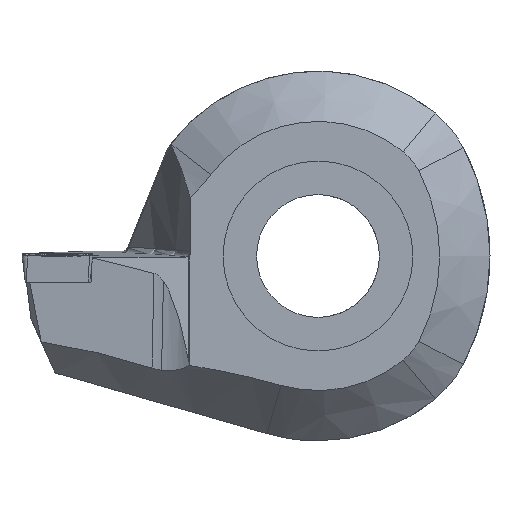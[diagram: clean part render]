
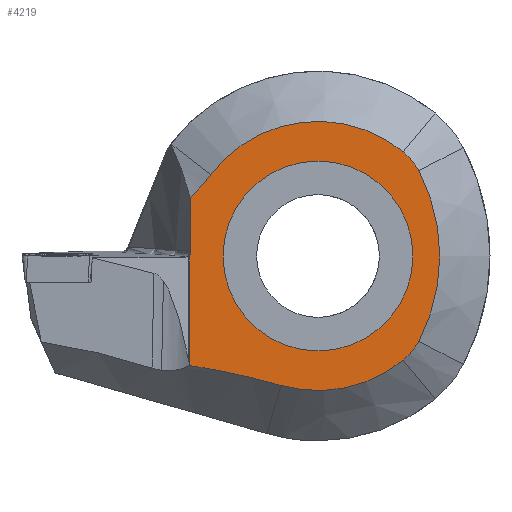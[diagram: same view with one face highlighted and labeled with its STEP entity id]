
A CAD part, left-side view. The second image highlights one B-rep face of the part: STEP entity #4219.
In plain terms, the highlighted planar face has unit normal (-1, 0, 0).
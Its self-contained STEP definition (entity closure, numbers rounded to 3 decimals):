
#44 = AXIS2_PLACEMENT_3D ( 'NONE', #2800, #1604, #533 ) ;
#85 = CARTESIAN_POINT ( 'NONE',  ( -10., -9.02, -7.624 ) ) ;
#148 = DIRECTION ( 'NONE',  ( 0., 1., 0. ) ) ;
#161 = DIRECTION ( 'NONE',  ( -1., 0., 0. ) ) ;
#170 = AXIS2_PLACEMENT_3D ( 'NONE', #196, #2413, #1313 ) ;
#182 = ORIENTED_EDGE ( 'NONE', *, *, #4565, .T. ) ;
#196 = CARTESIAN_POINT ( 'NONE',  ( -10., 11.5, -16.55 ) ) ;
#281 = VERTEX_POINT ( 'NONE', #4754 ) ;
#331 = DIRECTION ( 'NONE',  ( 0., 1., 0. ) ) ;
#399 = DIRECTION ( 'NONE',  ( 0., 0., 1. ) ) ;
#501 = EDGE_CURVE ( 'NONE', #3633, #1224, #4844, .T. ) ;
#526 = ORIENTED_EDGE ( 'NONE', *, *, #4872, .T. ) ;
#533 = DIRECTION ( 'NONE',  ( 0., 1., 0. ) ) ;
#613 = CARTESIAN_POINT ( 'NONE',  ( -10., -7.636, 9.322 ) ) ;
#658 = VERTEX_POINT ( 'NONE', #967 ) ;
#678 = CARTESIAN_POINT ( 'NONE',  ( -10., 23.298, 17.723 ) ) ;
#703 = CARTESIAN_POINT ( 'NONE',  ( -10., 11.5, 0.091 ) ) ;
#704 = CARTESIAN_POINT ( 'NONE',  ( -10., 0., 0. ) ) ;
#773 = CIRCLE ( 'NONE', #2029, 64.5 ) ;
#789 = CIRCLE ( 'NONE', #1660, 8.5 ) ;
#796 = DIRECTION ( 'NONE',  ( -1., 0., 0. ) ) ;
#811 = VERTEX_POINT ( 'NONE', #2234 ) ;
#844 = DIRECTION ( 'NONE',  ( 0., 1., 0. ) ) ;
#882 = AXIS2_PLACEMENT_3D ( 'NONE', #678, #2616, #2215 ) ;
#886 = AXIS2_PLACEMENT_3D ( 'NONE', #4345, #2892, #148 ) ;
#889 = CARTESIAN_POINT ( 'NONE',  ( -10., 11.494, -9.756 ) ) ;
#902 = ORIENTED_EDGE ( 'NONE', *, *, #3607, .T. ) ;
#967 = CARTESIAN_POINT ( 'NONE',  ( -10., 9.591, 7.296 ) ) ;
#992 = CARTESIAN_POINT ( 'NONE',  ( -10., 0., 0. ) ) ;
#1034 = VERTEX_POINT ( 'NONE', #4693 ) ;
#1090 = CIRCLE ( 'NONE', #1580, 5.5 ) ;
#1137 = CARTESIAN_POINT ( 'NONE',  ( -10., 11.426, 0.18 ) ) ;
#1187 = CARTESIAN_POINT ( 'NONE',  ( -10., -4.151, 5.067 ) ) ;
#1224 = VERTEX_POINT ( 'NONE', #3934 ) ;
#1225 = VERTEX_POINT ( 'NONE', #85 ) ;
#1313 = DIRECTION ( 'NONE',  ( 0., 1., 0. ) ) ;
#1360 = CARTESIAN_POINT ( 'NONE',  ( -10., 11.488, -9.781 ) ) ;
#1580 = AXIS2_PLACEMENT_3D ( 'NONE', #1187, #796, #3940 ) ;
#1604 = DIRECTION ( 'NONE',  ( -1., 0., 0. ) ) ;
#1638 = ORIENTED_EDGE ( 'NONE', *, *, #3134, .T. ) ;
#1660 = AXIS2_PLACEMENT_3D ( 'NONE', #992, #4328, #4792 ) ;
#1703 = CARTESIAN_POINT ( 'NONE',  ( -10., 21.1, -73.585 ) ) ;
#1909 =( BOUNDED_CURVE ( )  B_SPLINE_CURVE ( 3, ( #4786, #889, #1360, #2460 ),
 .UNSPECIFIED., .F., .T. ) 
 B_SPLINE_CURVE_WITH_KNOTS ( ( 4, 4 ),
 ( 0.519, 0.523 ),
 .UNSPECIFIED. ) 
 CURVE ( )  GEOMETRIC_REPRESENTATION_ITEM ( )  RATIONAL_B_SPLINE_CURVE ( ( 1., 1., 1., 1. ) ) 
 REPRESENTATION_ITEM ( '' )  );
#1914 = AXIS2_PLACEMENT_3D ( 'NONE', #2407, #4593, #844 ) ;
#1917 = VERTEX_POINT ( 'NONE', #4580 ) ;
#1930 = CARTESIAN_POINT ( 'NONE',  ( -10., 11.5, 0.091 ) ) ;
#1960 = EDGE_CURVE ( 'NONE', #811, #1917, #3443, .T. ) ;
#1998 = CIRCLE ( 'NONE', #882, 17.223 ) ;
#2002 = EDGE_LOOP ( 'NONE', ( #902, #3627 ) ) ;
#2029 = AXIS2_PLACEMENT_3D ( 'NONE', #1703, #161, #2428 ) ;
#2038 = ORIENTED_EDGE ( 'NONE', *, *, #2415, .F. ) ;
#2040 = FACE_OUTER_BOUND ( 'NONE', #3031, .T. ) ;
#2126 = ORIENTED_EDGE ( 'NONE', *, *, #4044, .T. ) ;
#2127 = ORIENTED_EDGE ( 'NONE', *, *, #4025, .T. ) ;
#2152 = VERTEX_POINT ( 'NONE', #1930 ) ;
#2215 = DIRECTION ( 'NONE',  ( 0., 1., 0. ) ) ;
#2234 = CARTESIAN_POINT ( 'NONE',  ( -10., -7.636, -9.322 ) ) ;
#2333 = CARTESIAN_POINT ( 'NONE',  ( -10., -4.151, -5.067 ) ) ;
#2344 = VERTEX_POINT ( 'NONE', #4036 ) ;
#2407 = CARTESIAN_POINT ( 'NONE',  ( -10., 0., 0. ) ) ;
#2413 = DIRECTION ( 'NONE',  ( 1., 0., 0. ) ) ;
#2415 = EDGE_CURVE ( 'NONE', #1917, #4159, #773, .T. ) ;
#2428 = DIRECTION ( 'NONE',  ( 0., 1., 0. ) ) ;
#2433 = CIRCLE ( 'NONE', #44, 16.4 ) ;
#2460 = CARTESIAN_POINT ( 'NONE',  ( -10., 11.482, -9.806 ) ) ;
#2490 = AXIS2_PLACEMENT_3D ( 'NONE', #704, #3728, #331 ) ;
#2616 = DIRECTION ( 'NONE',  ( 1., 0., 0. ) ) ;
#2711 = ORIENTED_EDGE ( 'NONE', *, *, #4234, .T. ) ;
#2758 = DIRECTION ( 'NONE',  ( 0., 1., 0. ) ) ;
#2797 = EDGE_CURVE ( 'NONE', #1034, #4129, #789, .T. ) ;
#2800 = CARTESIAN_POINT ( 'NONE',  ( -10., 5.5, 0. ) ) ;
#2892 = DIRECTION ( 'NONE',  ( -1., 0., 0. ) ) ;
#2922 = EDGE_CURVE ( 'NONE', #2344, #2152, #4575, .T. ) ;
#2965 = CIRCLE ( 'NONE', #886, 12.05 ) ;
#2973 = CARTESIAN_POINT ( 'NONE',  ( -10., 11.387, 0.407 ) ) ;
#3031 = EDGE_LOOP ( 'NONE', ( #2711, #2126, #4753, #2127, #4697, #182, #2038, #4934, #4736, #526, #1638 ) ) ;
#3035 = CIRCLE ( 'NONE', #1914, 8.5 ) ;
#3134 = EDGE_CURVE ( 'NONE', #281, #3703, #1090, .T. ) ;
#3215 = FACE_BOUND ( 'NONE', #2002, .T. ) ;
#3443 = CIRCLE ( 'NONE', #2490, 12.05 ) ;
#3542 = CARTESIAN_POINT ( 'NONE',  ( -10., 0., -8.5 ) ) ;
#3545 = EDGE_CURVE ( 'NONE', #1225, #811, #3903, .T. ) ;
#3546 = CARTESIAN_POINT ( 'NONE',  ( -10., 11.402, 2.019 ) ) ;
#3607 = EDGE_CURVE ( 'NONE', #4129, #1034, #3035, .T. ) ;
#3627 = ORIENTED_EDGE ( 'NONE', *, *, #2797, .T. ) ;
#3633 = VERTEX_POINT ( 'NONE', #4238 ) ;
#3703 = VERTEX_POINT ( 'NONE', #613 ) ;
#3728 = DIRECTION ( 'NONE',  ( 1., 0., 0. ) ) ;
#3881 = CARTESIAN_POINT ( 'NONE',  ( -10., 11.434, 5.238 ) ) ;
#3891 = DIRECTION ( 'NONE',  ( 1., 0., 0. ) ) ;
#3903 = CIRCLE ( 'NONE', #4699, 5.5 ) ;
#3908 = CARTESIAN_POINT ( 'NONE',  ( -10., 11.5, -16.55 ) ) ;
#3934 = CARTESIAN_POINT ( 'NONE',  ( -10., 11.434, 5.238 ) ) ;
#3940 = DIRECTION ( 'NONE',  ( 0., 1., 0. ) ) ;
#3977 = VECTOR ( 'NONE', #399, 1000. ) ;
#4025 = EDGE_CURVE ( 'NONE', #3633, #2152, #4905, .T. ) ;
#4036 = CARTESIAN_POINT ( 'NONE',  ( -10., 11.5, -9.731 ) ) ;
#4044 = EDGE_CURVE ( 'NONE', #658, #1224, #1998, .T. ) ;
#4129 = VERTEX_POINT ( 'NONE', #3542 ) ;
#4159 = VERTEX_POINT ( 'NONE', #4221 ) ;
#4219 = ADVANCED_FACE ( 'NONE', ( #3215, #2040 ), #4745, .F. ) ;
#4221 = CARTESIAN_POINT ( 'NONE',  ( -10., 11.482, -9.806 ) ) ;
#4234 = EDGE_CURVE ( 'NONE', #3703, #658, #2965, .T. ) ;
#4238 = CARTESIAN_POINT ( 'NONE',  ( -10., 11.387, 0.407 ) ) ;
#4328 = DIRECTION ( 'NONE',  ( 1., 0., 0. ) ) ;
#4345 = CARTESIAN_POINT ( 'NONE',  ( -10., 0., 0. ) ) ;
#4565 = EDGE_CURVE ( 'NONE', #2344, #4159, #1909, .T. ) ;
#4575 = LINE ( 'NONE', #3908, #3977 ) ;
#4579 = CARTESIAN_POINT ( 'NONE',  ( -10., 11.386, 0.291 ) ) ;
#4580 = CARTESIAN_POINT ( 'NONE',  ( -10., 3.321, -11.583 ) ) ;
#4593 = DIRECTION ( 'NONE',  ( 1., 0., 0. ) ) ;
#4629 = CARTESIAN_POINT ( 'NONE',  ( -10., 11.418, 3.629 ) ) ;
#4674 = CARTESIAN_POINT ( 'NONE',  ( -10., 11.387, 0.407 ) ) ;
#4693 = CARTESIAN_POINT ( 'NONE',  ( -10., 0., 8.5 ) ) ;
#4697 = ORIENTED_EDGE ( 'NONE', *, *, #2922, .F. ) ;
#4699 = AXIS2_PLACEMENT_3D ( 'NONE', #2333, #3891, #2758 ) ;
#4736 = ORIENTED_EDGE ( 'NONE', *, *, #3545, .F. ) ;
#4745 = PLANE ( 'NONE',  #170 ) ;
#4753 = ORIENTED_EDGE ( 'NONE', *, *, #501, .F. ) ;
#4754 = CARTESIAN_POINT ( 'NONE',  ( -10., -9.02, 7.624 ) ) ;
#4786 = CARTESIAN_POINT ( 'NONE',  ( -10., 11.5, -9.731 ) ) ;
#4792 = DIRECTION ( 'NONE',  ( 0., 1., 0. ) ) ;
#4844 =( BOUNDED_CURVE ( )  B_SPLINE_CURVE ( 3, ( #4674, #3546, #4629, #3881 ),
 .UNSPECIFIED., .F., .T. ) 
 B_SPLINE_CURVE_WITH_KNOTS ( ( 4, 4 ),
 ( 1.839, 1.844 ),
 .UNSPECIFIED. ) 
 CURVE ( )  GEOMETRIC_REPRESENTATION_ITEM ( )  RATIONAL_B_SPLINE_CURVE ( ( 1., 1., 1., 1. ) ) 
 REPRESENTATION_ITEM ( '' )  );
#4872 = EDGE_CURVE ( 'NONE', #1225, #281, #2433, .T. ) ;
#4905 = B_SPLINE_CURVE_WITH_KNOTS ( 'NONE', 3,
 ( #2973, #4579, #1137, #703 ),
 .UNSPECIFIED., .F., .F.,
 ( 4, 4 ),
 ( 0., 0. ),
 .UNSPECIFIED. ) ;
#4934 = ORIENTED_EDGE ( 'NONE', *, *, #1960, .F. ) ;
